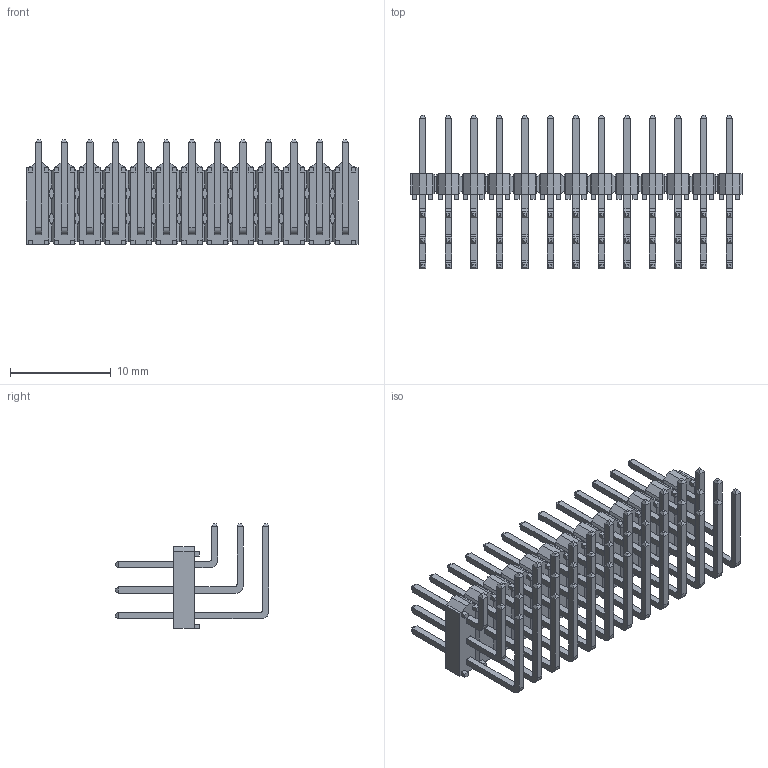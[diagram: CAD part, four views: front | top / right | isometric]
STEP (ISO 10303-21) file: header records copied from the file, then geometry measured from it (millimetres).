
FILE_DESCRIPTION(/* description */ ('STEP AP214'),/* implementation_level */ '2;1');
FILE_NAME(/* name */ 'TSW-113-08-T-T-RA',/* time_stamp */ '2024-08-13T20:38:03+02:00',/* author */ ('License CC BY-ND 4.0'),/* organization */ ('CADENAS'),/* preprocessor_version */ 'ST-DEVELOPER v19.3',/* originating_system */ 'PARTsolutions',/* authorisation */ ' ');
FILE_SCHEMA (('AUTOMOTIVE_DESIGN {1 0 10303 214 3 1 1}'));
Length unit declared in the file: inch
Products named in the file (3): TSW-113-08-T-T-RA; TSW-113-08-T-T-RA_body; T-1S6-08-TSW-1-08-13-RA-T
Assembly tree (2 placements, depth 2):
  TSW-113-08-T-T-RA
    TSW-113-08-T-T-RA_body
    T-1S6-08-TSW-1-08-13-RA-T
Bounding box: 33.02 x 15.3 x 10.41 mm (x, y, z)
Volume: 785.2 mm3; surface area: 3246.4 mm2
Topology: 2 solids, 2 shells, 1694 faces, 4440 edges, 2780 vertices
Faces by surface type: plane 1616, cylinder 78
Entity records: 50750 total; most frequent: CARTESIAN_POINT 8917, ORIENTED_EDGE 8880, DIRECTION 7990, EDGE_CURVE 4440, LINE 4284, VECTOR 4284, VERTEX_POINT 2780, AXIS2_PLACEMENT_3D 1853
